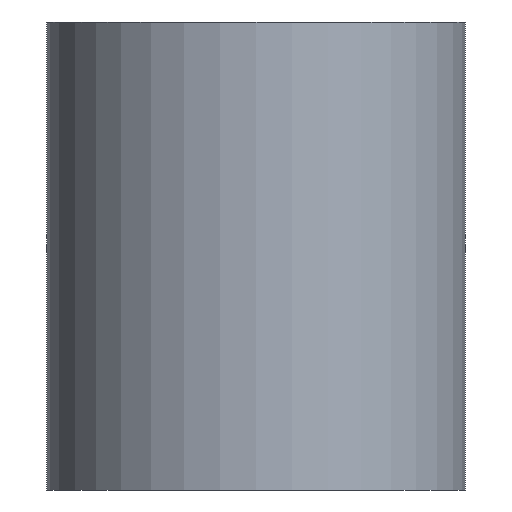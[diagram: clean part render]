
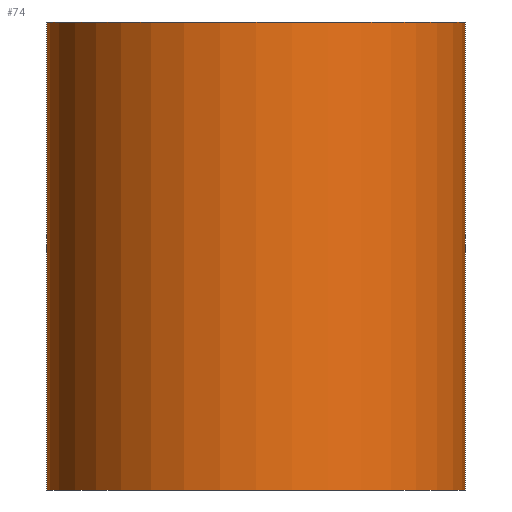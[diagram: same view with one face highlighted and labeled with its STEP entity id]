
A CAD part, front view. The second image highlights one B-rep face of the part: STEP entity #74.
In plain terms, the highlighted cylindrical face has radius 8.5 mm (diameter 17 mm), a partial arc.
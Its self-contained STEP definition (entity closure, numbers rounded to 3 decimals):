
#1 = CARTESIAN_POINT ( 'NONE',  ( 8.5, 0., 19. ) ) ;
#5 = ORIENTED_EDGE ( 'NONE', *, *, #225, .T. ) ;
#7 = CARTESIAN_POINT ( 'NONE',  ( 8.5, 0., 19. ) ) ;
#9 = CARTESIAN_POINT ( 'NONE',  ( -8.5, 0., 19. ) ) ;
#11 = CARTESIAN_POINT ( 'NONE',  ( 0., 0., 19. ) ) ;
#23 = DIRECTION ( 'NONE',  ( 0., 0., 1. ) ) ;
#33 = ORIENTED_EDGE ( 'NONE', *, *, #166, .T. ) ;
#37 = CARTESIAN_POINT ( 'NONE',  ( 0., 0., 0. ) ) ;
#46 = AXIS2_PLACEMENT_3D ( 'NONE', #37, #23, #98 ) ;
#49 = ORIENTED_EDGE ( 'NONE', *, *, #84, .F. ) ;
#54 = DIRECTION ( 'NONE',  ( 0., 0., -1. ) ) ;
#58 = DIRECTION ( 'NONE',  ( 0., 0., -1. ) ) ;
#71 = EDGE_CURVE ( 'NONE', #233, #208, #211, .T. ) ;
#74 = ADVANCED_FACE ( 'NONE', ( #113 ), #235, .T. ) ;
#75 = EDGE_LOOP ( 'NONE', ( #49, #124, #33, #5 ) ) ;
#77 = VERTEX_POINT ( 'NONE', #195 ) ;
#78 = DIRECTION ( 'NONE',  ( 0., 0., 1. ) ) ;
#84 = EDGE_CURVE ( 'NONE', #208, #95, #97, .T. ) ;
#86 = DIRECTION ( 'NONE',  ( 0., 0., -1. ) ) ;
#87 = CIRCLE ( 'NONE', #46, 8.5 ) ;
#95 = VERTEX_POINT ( 'NONE', #219 ) ;
#97 = LINE ( 'NONE', #7, #216 ) ;
#98 = DIRECTION ( 'NONE',  ( 1., 0., 0. ) ) ;
#100 = CARTESIAN_POINT ( 'NONE',  ( -8.5, 0., 19. ) ) ;
#110 = CARTESIAN_POINT ( 'NONE',  ( 0., 0., 19. ) ) ;
#113 = FACE_OUTER_BOUND ( 'NONE', #75, .T. ) ;
#118 = AXIS2_PLACEMENT_3D ( 'NONE', #110, #78, #135 ) ;
#124 = ORIENTED_EDGE ( 'NONE', *, *, #71, .F. ) ;
#131 = AXIS2_PLACEMENT_3D ( 'NONE', #11, #54, #133 ) ;
#133 = DIRECTION ( 'NONE',  ( -1., 0., 0. ) ) ;
#135 = DIRECTION ( 'NONE',  ( 1., 0., 0. ) ) ;
#166 = EDGE_CURVE ( 'NONE', #233, #77, #223, .T. ) ;
#177 = VECTOR ( 'NONE', #58, 1000. ) ;
#195 = CARTESIAN_POINT ( 'NONE',  ( -8.5, 0., 0. ) ) ;
#208 = VERTEX_POINT ( 'NONE', #1 ) ;
#211 = CIRCLE ( 'NONE', #118, 8.5 ) ;
#216 = VECTOR ( 'NONE', #86, 1000. ) ;
#219 = CARTESIAN_POINT ( 'NONE',  ( 8.5, 0., 0. ) ) ;
#223 = LINE ( 'NONE', #100, #177 ) ;
#225 = EDGE_CURVE ( 'NONE', #77, #95, #87, .T. ) ;
#233 = VERTEX_POINT ( 'NONE', #9 ) ;
#235 = CYLINDRICAL_SURFACE ( 'NONE', #131, 8.5 ) ;
